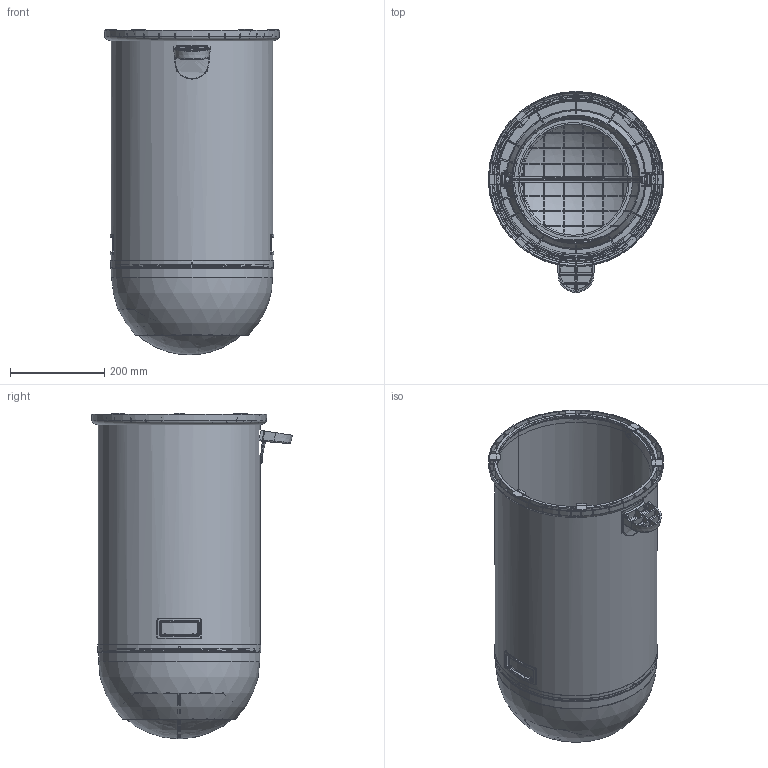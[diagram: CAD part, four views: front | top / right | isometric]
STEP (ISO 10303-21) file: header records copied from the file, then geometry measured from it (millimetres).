
FILE_DESCRIPTION(/* description */ (''),/* implementation_level */ '2;1');
FILE_NAME(/* name */ '184631-xx Kickmaster Soft 33 Liter.stp',/* time_stamp */ '2024-05-02T15:33:10+02:00',/* author */ ('l.breulmann'),/* organization */ (''),/* preprocessor_version */ 'ST-DEVELOPER v20',/* originating_system */ 'Autodesk Inventor 2025',/* authorisation */ '');
FILE_SCHEMA (('AUTOMOTIVE_DESIGN { 1 0 10303 214 3 1 1 }'));
Length unit declared in the file: millimetre
Products named in the file (13): 184631-xx Kickmaster Soft 33 Liter; B180600401 ; B180600301 Haube180er 33 Liter; M1801007-1 ; M1801006-1  ; M175550739  Muschelgriff KS Chrom; B1804104-5 Innenschalenpaar; 1802001-1 Kugelsegment; B1802205-5 Inn Schalen Segment geschliffen; 1773036-1 Fußtritt groß; 1821004-1 ; Anti Rutsch Gummi 1; Anti RutschGummi
Assembly tree (25 placements, depth 3):
  184631-xx Kickmaster Soft 33 Liter
    B180600401 
    B180600301 Haube180er 33 Liter
    M1801007-1 
    M1801006-1  
    M175550739  Muschelgriff KS Chrom  x2
    B1804104-5 Innenschalenpaar
      1802001-1 Kugelsegment  x2
      B1802205-5 Inn Schalen Segment geschliffen  x2
    1773036-1 Fußtritt groß
    1821004-1 
    Anti Rutsch Gummi 1  x6
    Anti RutschGummi  x6
Bounding box: 372 x 426.43 x 690.25 mm (x, y, z)
Volume: 1146554.8 mm3; surface area: 2169727.1 mm2
Topology: 24 solids, 26 shells, 2937 faces, 7634 edges, 4655 vertices
Faces by surface type: plane 1021, cylinder 707, bspline 584, torus 361, sphere 180, cone 84
Full cylindrical faces by diameter (mm): 4 x4, 4.2 x16, 4.7 x2, 5 x41, 5.2 x2, 7.5 x2, 8 x8, 8.4 x2, 335 x1, 335.9 x1, 340 x1, 341.6 x1, 343.1 x1, 343.586 x1, 344 x3, 345.586 x1, 348 x1
Entity records: 89246 total; most frequent: CARTESIAN_POINT 36243, ORIENTED_EDGE 11604, DIRECTION 10294, EDGE_CURVE 5802, AXIS2_PLACEMENT_3D 4230, VERTEX_POINT 3581, EDGE_LOOP 2393, CIRCLE 2342
